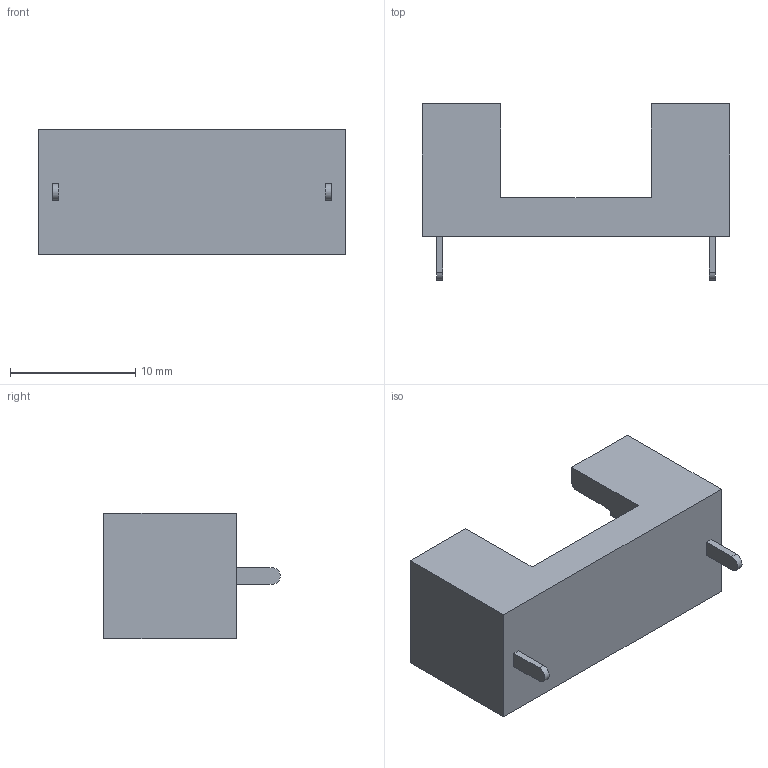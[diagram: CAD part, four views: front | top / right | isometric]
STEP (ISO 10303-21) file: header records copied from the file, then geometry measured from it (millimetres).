
FILE_DESCRIPTION (( 'STEP AP203' ), '1' );
FILE_NAME ('PBF-4.STEP', '2023-05-23T09:45:14', ( '' ), ( '' ), 'SwSTEP 2.0', 'SolidWorks 2019', '' );
FILE_SCHEMA (( 'CONFIG_CONTROL_DESIGN' ));
Length unit declared in the file: millimetre
Products named in the file (1): PBF-4
Bounding box: 24.6 x 14.1 x 10 mm (x, y, z)
Volume: 1087.4 mm3; surface area: 1716.8 mm2
Topology: 1 solids, 1 shells, 72 faces, 204 edges, 136 vertices
Faces by surface type: plane 64, cylinder 8
Entity records: 2381 total; most frequent: CARTESIAN_POINT 413, ORIENTED_EDGE 408, DIRECTION 366, EDGE_CURVE 204, VECTOR 188, LINE 188, VERTEX_POINT 136, AXIS2_PLACEMENT_3D 89
